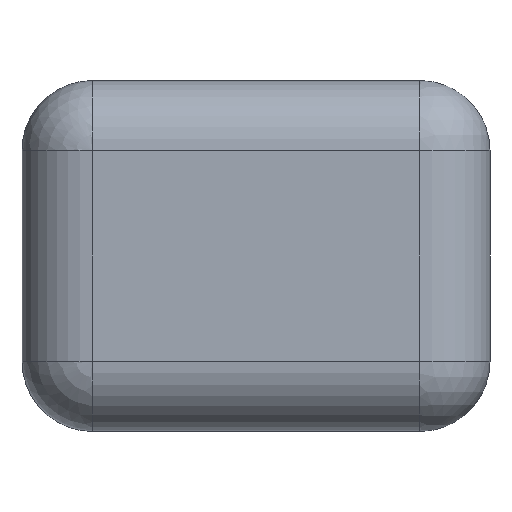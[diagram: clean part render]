
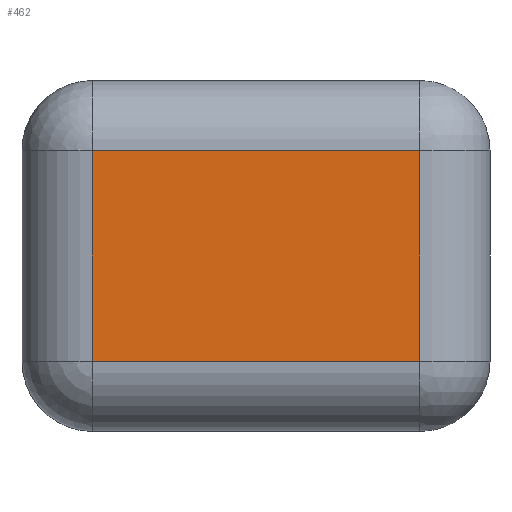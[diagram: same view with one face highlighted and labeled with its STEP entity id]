
A CAD part, left-side view. The second image highlights one B-rep face of the part: STEP entity #462.
In plain terms, the highlighted planar face has unit normal (-1, 0, 0).
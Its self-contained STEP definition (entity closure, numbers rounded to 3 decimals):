
#13=DIRECTION('',(0.,0.,1.));
#14=DIRECTION('',(1.,0.,0.));
#28=VECTOR('',#13,1.);
#46=DIRECTION('',(0.,1.,0.));
#123=CARTESIAN_POINT('',(-0.2,-0.1,0.03));
#133=CARTESIAN_POINT('',(-0.2,-0.1,0.12));
#136=CARTESIAN_POINT('',(-0.2,-0.1,0.));
#211=CARTESIAN_POINT('',(-0.2,-0.07,0.));
#215=CARTESIAN_POINT('',(-0.2,-0.07,0.03));
#224=VECTOR('',#46,1.);
#255=CARTESIAN_POINT('',(-0.2,-0.07,0.12));
#279=ORIENTED_EDGE('',*,*,#280,.F.);
#280=EDGE_CURVE('',#281,#282,#283,.T.);
#281=VERTEX_POINT('',#215);
#282=VERTEX_POINT('',#255);
#283=LINE('',#211,#28);
#383=CARTESIAN_POINT('',(-0.2,0.07,0.));
#462=ADVANCED_FACE('',(#463),#478,.F.);
#463=FACE_BOUND('',#464,.F.);
#464=EDGE_LOOP('',(#279,#465,#470,#475));
#465=ORIENTED_EDGE('',*,*,#466,.T.);
#466=EDGE_CURVE('',#281,#467,#469,.T.);
#467=VERTEX_POINT('',#468);
#468=CARTESIAN_POINT('',(-0.2,0.07,0.03));
#469=LINE('',#123,#224);
#470=ORIENTED_EDGE('',*,*,#471,.T.);
#471=EDGE_CURVE('',#467,#472,#474,.T.);
#472=VERTEX_POINT('',#473);
#473=CARTESIAN_POINT('',(-0.2,0.07,0.12));
#474=LINE('',#383,#28);
#475=ORIENTED_EDGE('',*,*,#476,.F.);
#476=EDGE_CURVE('',#282,#472,#477,.T.);
#477=LINE('',#133,#224);
#478=PLANE('',#479);
#479=AXIS2_PLACEMENT_3D('',#136,#14,#13);
